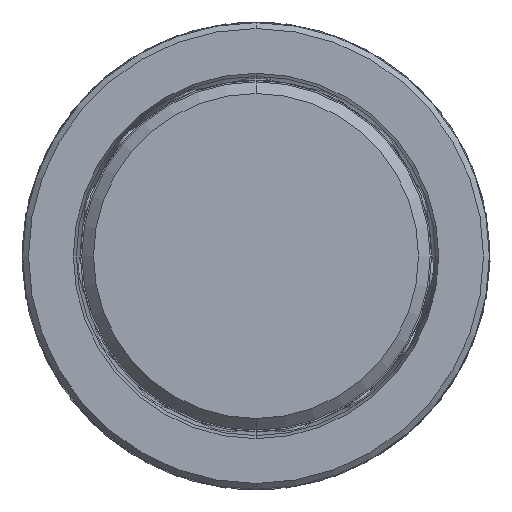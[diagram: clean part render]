
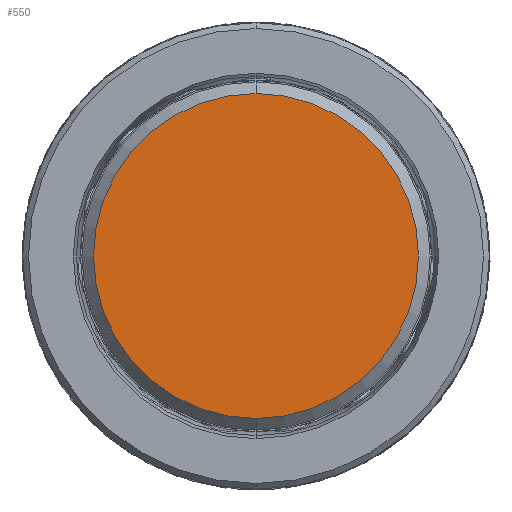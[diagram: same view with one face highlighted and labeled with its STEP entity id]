
A CAD part, front view. The second image highlights one B-rep face of the part: STEP entity #550.
In plain terms, the highlighted planar face has unit normal (0, -1, 0).
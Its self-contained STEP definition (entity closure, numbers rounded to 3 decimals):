
#550 = ADVANCED_FACE ( 'NONE', ( #35001 ), #3881, .F. ) ;
#3881 = PLANE ( 'NONE',  #16560 ) ;
#5601 = VERTEX_POINT ( 'NONE', #28984 ) ;
#5892 = AXIS2_PLACEMENT_3D ( 'NONE', #45299, #44681, #12422 ) ;
#7084 = CARTESIAN_POINT ( 'NONE',  ( 0., 0., 27.75 ) ) ;
#7476 = EDGE_LOOP ( 'NONE', ( #17434, #45814 ) ) ;
#9701 = CIRCLE ( 'NONE', #33165, 27.75 ) ;
#12052 = CARTESIAN_POINT ( 'NONE',  ( 0., 0., 0. ) ) ;
#12422 = DIRECTION ( 'NONE',  ( 0., 0., 1. ) ) ;
#16560 = AXIS2_PLACEMENT_3D ( 'NONE', #12052, #44292, #41311 ) ;
#17434 = ORIENTED_EDGE ( 'NONE', *, *, #28068, .T. ) ;
#28068 = EDGE_CURVE ( 'NONE', #30270, #5601, #29614, .T. ) ;
#28984 = CARTESIAN_POINT ( 'NONE',  ( 0., 0., -27.75 ) ) ;
#29238 = DIRECTION ( 'NONE',  ( 0., -1., 0. ) ) ;
#29614 = CIRCLE ( 'NONE', #5892, 27.75 ) ;
#30270 = VERTEX_POINT ( 'NONE', #7084 ) ;
#33165 = AXIS2_PLACEMENT_3D ( 'NONE', #43521, #29238, #40068 ) ;
#35001 = FACE_OUTER_BOUND ( 'NONE', #7476, .T. ) ;
#40068 = DIRECTION ( 'NONE',  ( 0., 0., 1. ) ) ;
#41311 = DIRECTION ( 'NONE',  ( 0., 0., 1. ) ) ;
#42161 = EDGE_CURVE ( 'NONE', #5601, #30270, #9701, .T. ) ;
#43521 = CARTESIAN_POINT ( 'NONE',  ( 0., 0., 0. ) ) ;
#44292 = DIRECTION ( 'NONE',  ( 0., 1., 0. ) ) ;
#44681 = DIRECTION ( 'NONE',  ( 0., -1., 0. ) ) ;
#45299 = CARTESIAN_POINT ( 'NONE',  ( 0., 0., 0. ) ) ;
#45814 = ORIENTED_EDGE ( 'NONE', *, *, #42161, .T. ) ;
